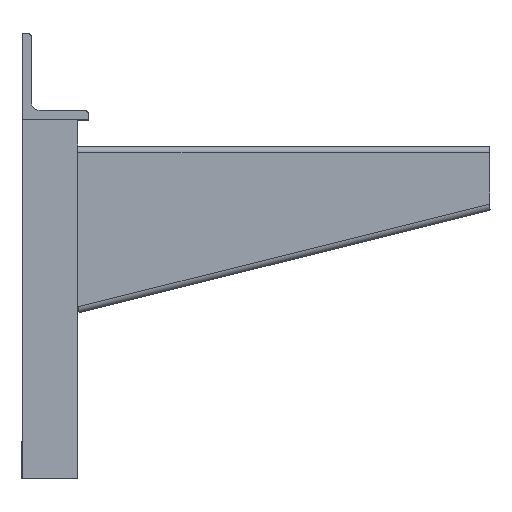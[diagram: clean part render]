
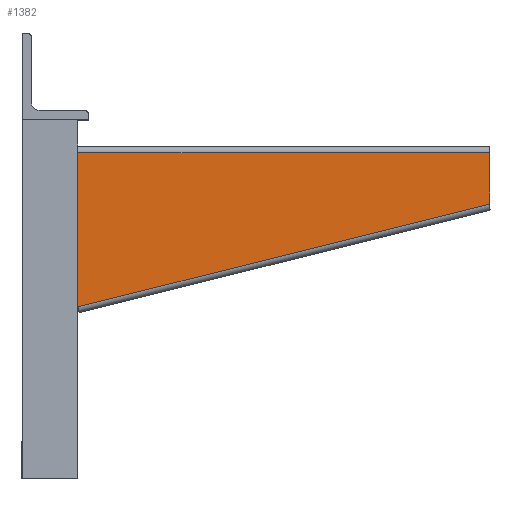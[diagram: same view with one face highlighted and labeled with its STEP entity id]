
A CAD part, top view. The second image highlights one B-rep face of the part: STEP entity #1382.
In plain terms, the highlighted planar face has unit normal (0, 0, 1).
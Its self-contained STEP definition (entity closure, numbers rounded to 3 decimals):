
#22 = EDGE_CURVE ( 'NONE', #544, #1536, #2768, .T. ) ;
#215 = CARTESIAN_POINT ( 'NONE',  ( 0., 21.46, 0. ) ) ;
#251 = VECTOR ( 'NONE', #2797, 1000. ) ;
#316 = DIRECTION ( 'NONE',  ( -1., 0., 0. ) ) ;
#536 = FACE_OUTER_BOUND ( 'NONE', #2220, .T. ) ;
#541 = VERTEX_POINT ( 'NONE', #2649 ) ;
#544 = VERTEX_POINT ( 'NONE', #2120 ) ;
#551 = PLANE ( 'NONE',  #2245 ) ;
#584 = LINE ( 'NONE', #1532, #2743 ) ;
#938 = LINE ( 'NONE', #2557, #1253 ) ;
#1000 = ORIENTED_EDGE ( 'NONE', *, *, #2231, .T. ) ;
#1112 = DIRECTION ( 'NONE',  ( 0., 1., 0. ) ) ;
#1253 = VECTOR ( 'NONE', #1112, 1000. ) ;
#1256 = DIRECTION ( 'NONE',  ( 0., -1., 0. ) ) ;
#1382 = ADVANCED_FACE ( 'NONE', ( #536 ), #551, .F. ) ;
#1453 = CARTESIAN_POINT ( 'NONE',  ( 0., 0., 0. ) ) ;
#1532 = CARTESIAN_POINT ( 'NONE',  ( 0., -94.69, 0. ) ) ;
#1536 = VERTEX_POINT ( 'NONE', #2788 ) ;
#1638 = LINE ( 'NONE', #2115, #2299 ) ;
#1668 = DIRECTION ( 'NONE',  ( 0.97, 0.242, 0. ) ) ;
#1737 = VERTEX_POINT ( 'NONE', #2514 ) ;
#2115 = CARTESIAN_POINT ( 'NONE',  ( 22.213, -89.129, 0. ) ) ;
#2120 = CARTESIAN_POINT ( 'NONE',  ( 0., 21.46, 0. ) ) ;
#2218 = ORIENTED_EDGE ( 'NONE', *, *, #22, .F. ) ;
#2220 = EDGE_LOOP ( 'NONE', ( #2279, #1000, #2437, #2218 ) ) ;
#2231 = EDGE_CURVE ( 'NONE', #1737, #541, #1638, .T. ) ;
#2245 = AXIS2_PLACEMENT_3D ( 'NONE', #1453, #2403, #316 ) ;
#2279 = ORIENTED_EDGE ( 'NONE', *, *, #2784, .T. ) ;
#2299 = VECTOR ( 'NONE', #1668, 1000. ) ;
#2403 = DIRECTION ( 'NONE',  ( 0., 0., -1. ) ) ;
#2437 = ORIENTED_EDGE ( 'NONE', *, *, #2832, .T. ) ;
#2514 = CARTESIAN_POINT ( 'NONE',  ( 0., -94.665, 0. ) ) ;
#2557 = CARTESIAN_POINT ( 'NONE',  ( 310., 49.01, 0. ) ) ;
#2649 = CARTESIAN_POINT ( 'NONE',  ( 310., -17.404, 0. ) ) ;
#2743 = VECTOR ( 'NONE', #1256, 1000. ) ;
#2768 = LINE ( 'NONE', #215, #251 ) ;
#2784 = EDGE_CURVE ( 'NONE', #544, #1737, #584, .T. ) ;
#2788 = CARTESIAN_POINT ( 'NONE',  ( 310., 21.46, 0. ) ) ;
#2797 = DIRECTION ( 'NONE',  ( 1., 0., 0. ) ) ;
#2832 = EDGE_CURVE ( 'NONE', #541, #1536, #938, .T. ) ;
